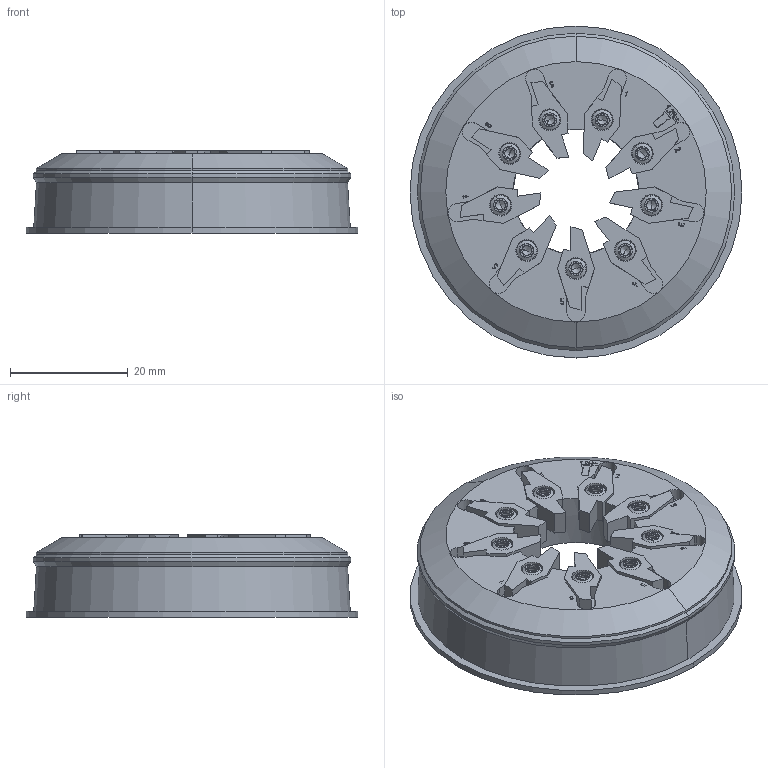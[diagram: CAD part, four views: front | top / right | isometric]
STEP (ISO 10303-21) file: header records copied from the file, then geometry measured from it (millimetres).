
FILE_DESCRIPTION (( 'STEP AP203' ), '1' );
FILE_NAME ('MWT12164545612509.STEP', '2016-05-19T12:21:01', ( '' ), ( '' ), 'SwSTEP 2.0', 'SolidWorks 2015', '' );
FILE_SCHEMA (( 'CONFIG_CONTROL_DESIGN' ));
Length unit declared in the file: millimetre
Products named in the file (1): MWT12164545612509
Bounding box: 56.5 x 56.5 x 14 mm (x, y, z)
Volume: 20468 mm3; surface area: 8840.5 mm2
Topology: 1 solids, 1 shells, 961 faces, 2502 edges, 1574 vertices
Faces by surface type: plane 390, cylinder 248, bspline 149, cone 102, torus 72
Entity records: 34381 total; most frequent: CARTESIAN_POINT 11201, ORIENTED_EDGE 4968, DIRECTION 4644, EDGE_CURVE 2484, AXIS2_PLACEMENT_3D 1645, VERTEX_POINT 1574, LINE 1354, VECTOR 1354
